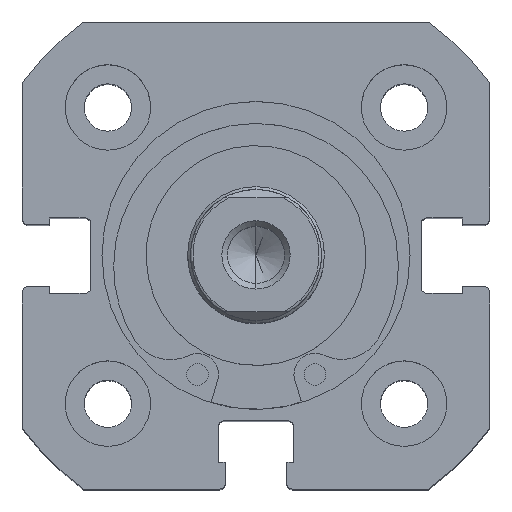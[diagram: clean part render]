
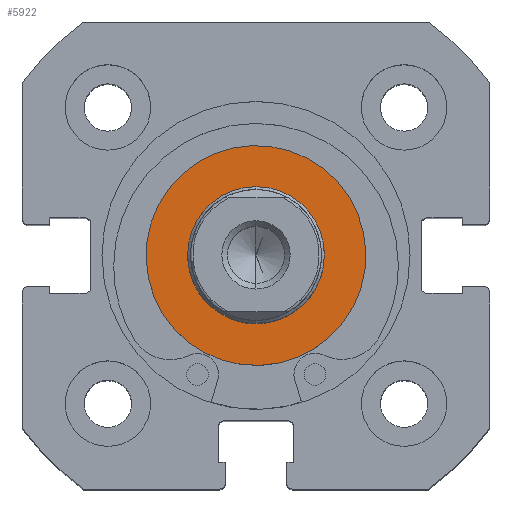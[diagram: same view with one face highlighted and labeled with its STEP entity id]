
A CAD part, top view. The second image highlights one B-rep face of the part: STEP entity #5922.
In plain terms, the highlighted face is planar.
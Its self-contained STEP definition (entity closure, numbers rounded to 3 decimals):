
#43 = CARTESIAN_POINT ( 'NONE',  ( 0., 0., -6. ) ) ;
#53 = CARTESIAN_POINT ( 'NONE',  ( 0., 0., -9.65 ) ) ;
#60 = CARTESIAN_POINT ( 'NONE',  ( 0., 0., 6. ) ) ;
#114 = CARTESIAN_POINT ( 'NONE',  ( 0., 0., 0. ) ) ;
#115 = DIRECTION ( 'NONE',  ( -1., 0., 0. ) ) ;
#116 = DIRECTION ( 'NONE',  ( 0., 0., 1. ) ) ;
#120 = CARTESIAN_POINT ( 'NONE',  ( 0., 0., 0. ) ) ;
#122 = DIRECTION ( 'NONE',  ( -1., 0., 0. ) ) ;
#123 = DIRECTION ( 'NONE',  ( 0., 0., 1. ) ) ;
#175 = CARTESIAN_POINT ( 'NONE',  ( 0., 0., 0. ) ) ;
#177 = CARTESIAN_POINT ( 'NONE',  ( 0., 0., 0. ) ) ;
#179 = DIRECTION ( 'NONE',  ( -1., 0., 0. ) ) ;
#180 = DIRECTION ( 'NONE',  ( 0., 0., 1. ) ) ;
#182 = DIRECTION ( 'NONE',  ( -1., 0., 0. ) ) ;
#183 = DIRECTION ( 'NONE',  ( 0., 0., 1. ) ) ;
#1647 = ORIENTED_EDGE ( 'NONE', *, *, #2640, .F. ) ;
#1649 = ORIENTED_EDGE ( 'NONE', *, *, #2643, .T. ) ;
#1733 = ORIENTED_EDGE ( 'NONE', *, *, #2672, .F. ) ;
#1757 = ORIENTED_EDGE ( 'NONE', *, *, #2671, .T. ) ;
#1900 = EDGE_LOOP ( 'NONE', ( #1733, #1647 ) ) ;
#1917 = EDGE_LOOP ( 'NONE', ( #1649, #1757 ) ) ;
#2574 = VERTEX_POINT ( 'NONE', #43 ) ;
#2584 = VERTEX_POINT ( 'NONE', #53 ) ;
#2591 = VERTEX_POINT ( 'NONE', #60 ) ;
#2632 = AXIS2_PLACEMENT_3D ( 'NONE', #177, #179, #180 ) ;
#2640 = EDGE_CURVE ( 'NONE', #2574, #2591, #3165, .T. ) ;
#2643 = EDGE_CURVE ( 'NONE', #6129, #2584, #3167, .T. ) ;
#2671 = EDGE_CURVE ( 'NONE', #2584, #6129, #3191, .T. ) ;
#2672 = EDGE_CURVE ( 'NONE', #2591, #2574, #3193, .T. ) ;
#3165 = CIRCLE ( 'NONE', #4506, 6. ) ;
#3167 = CIRCLE ( 'NONE', #4542, 9.65 ) ;
#3191 = CIRCLE ( 'NONE', #2632, 9.65 ) ;
#3193 = CIRCLE ( 'NONE', #4568, 6. ) ;
#3836 = FACE_BOUND ( 'NONE', #1900, .T. ) ;
#3841 = FACE_OUTER_BOUND ( 'NONE', #1917, .T. ) ;
#4167 = AXIS2_PLACEMENT_3D ( 'NONE', #4776, #4778, #4779 ) ;
#4506 = AXIS2_PLACEMENT_3D ( 'NONE', #114, #115, #116 ) ;
#4542 = AXIS2_PLACEMENT_3D ( 'NONE', #120, #122, #123 ) ;
#4568 = AXIS2_PLACEMENT_3D ( 'NONE', #175, #182, #183 ) ;
#4776 = CARTESIAN_POINT ( 'NONE',  ( 0., 9.65, 0. ) ) ;
#4777 = PLANE ( 'NONE',  #4167 ) ;
#4778 = DIRECTION ( 'NONE',  ( 1., 0., 0. ) ) ;
#4779 = DIRECTION ( 'NONE',  ( 0., 0., -1. ) ) ;
#5534 = CARTESIAN_POINT ( 'NONE',  ( 0., 0., 9.65 ) ) ;
#5922 = ADVANCED_FACE ( 'NONE', ( #3836, #3841 ), #4777, .F. ) ;
#6129 = VERTEX_POINT ( 'NONE', #5534 ) ;
